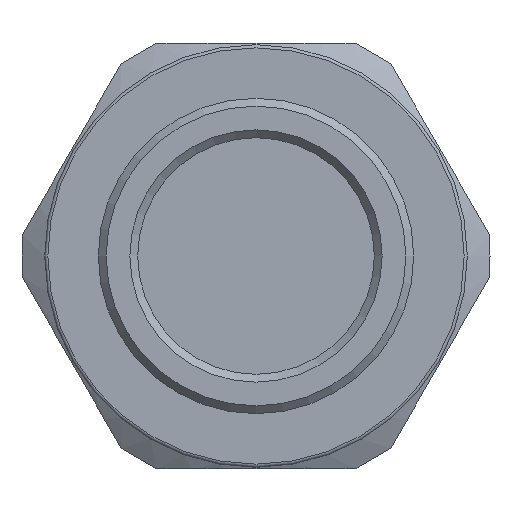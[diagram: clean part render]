
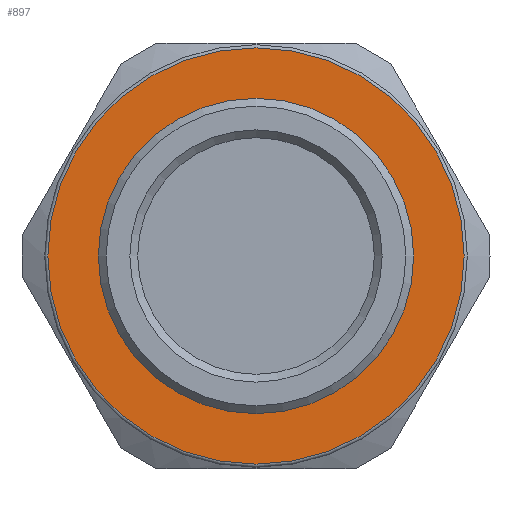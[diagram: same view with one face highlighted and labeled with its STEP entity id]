
A CAD part, front view. The second image highlights one B-rep face of the part: STEP entity #897.
In plain terms, the highlighted planar face has unit normal (0, -1, 0).
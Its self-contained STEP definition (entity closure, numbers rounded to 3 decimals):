
#22=FACE_BOUND('',#330,.T.);
#272=FACE_OUTER_BOUND('',#329,.T.);
#329=EDGE_LOOP('',(#774));
#330=EDGE_LOOP('',(#775));
#360=CIRCLE('',#994,9.);
#361=CIRCLE('',#996,13.2);
#441=VERTEX_POINT('',#1555);
#442=VERTEX_POINT('',#1559);
#560=EDGE_CURVE('',#441,#441,#360,.T.);
#562=EDGE_CURVE('',#442,#442,#361,.T.);
#774=ORIENTED_EDGE('',*,*,#562,.F.);
#775=ORIENTED_EDGE('',*,*,#560,.T.);
#849=PLANE('',#995);
#897=ADVANCED_FACE('',(#272,#22),#849,.T.);
#994=AXIS2_PLACEMENT_3D('',#1556,#1188,#1189);
#995=AXIS2_PLACEMENT_3D('',#1558,#1191,#1192);
#996=AXIS2_PLACEMENT_3D('',#1560,#1193,#1194);
#1188=DIRECTION('center_axis',(0.,1.,0.));
#1189=DIRECTION('ref_axis',(1.,0.,0.));
#1191=DIRECTION('center_axis',(0.,-1.,0.));
#1192=DIRECTION('ref_axis',(0.,0.,-1.));
#1193=DIRECTION('center_axis',(0.,1.,0.));
#1194=DIRECTION('ref_axis',(1.,0.,0.));
#1555=CARTESIAN_POINT('',(18.25,16.675,0.));
#1556=CARTESIAN_POINT('Origin',(9.25,16.675,0.));
#1558=CARTESIAN_POINT('Origin',(-3.95,16.675,0.));
#1559=CARTESIAN_POINT('',(9.25,16.675,-13.2));
#1560=CARTESIAN_POINT('Origin',(9.25,16.675,0.));
